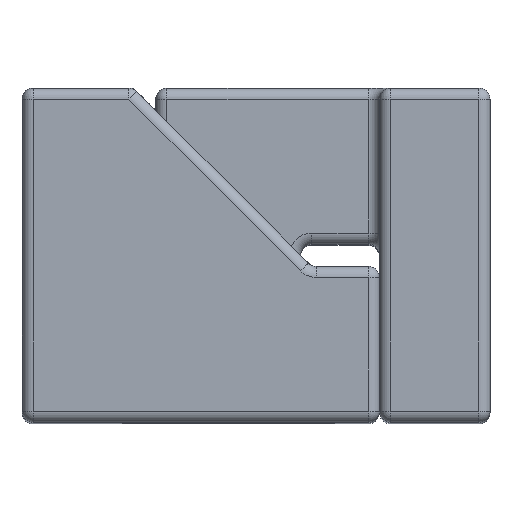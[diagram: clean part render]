
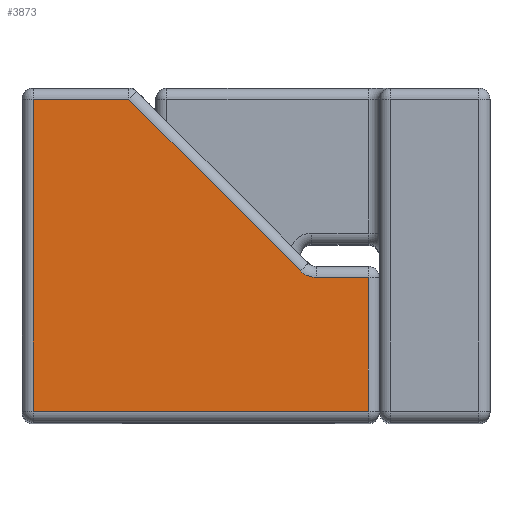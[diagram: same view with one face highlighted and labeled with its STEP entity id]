
A CAD part, top view. The second image highlights one B-rep face of the part: STEP entity #3873.
In plain terms, the highlighted planar face has unit normal (0, 0, 1).
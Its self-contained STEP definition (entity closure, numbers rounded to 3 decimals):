
#85=PLANE('',#4252);
#243=LINE('',#13171,#441);
#245=LINE('',#13178,#443);
#252=LINE('',#13475,#450);
#257=LINE('',#13563,#455);
#264=LINE('',#13721,#462);
#265=LINE('',#13723,#463);
#441=VECTOR('',#4787,10.);
#443=VECTOR('',#4795,10.);
#450=VECTOR('',#4902,10.);
#455=VECTOR('',#4931,10.);
#462=VECTOR('',#4964,10.);
#463=VECTOR('',#4967,10.);
#779=FACE_OUTER_BOUND('',#1045,.T.);
#1045=EDGE_LOOP('',(#3135,#3136,#3137,#3138,#3139,#3140,#3141));
#1317=CIRCLE('',#4206,2.);
#1694=VERTEX_POINT('',#13094);
#1720=VERTEX_POINT('',#13170);
#1722=VERTEX_POINT('',#13176);
#1740=VERTEX_POINT('',#13471);
#1745=VERTEX_POINT('',#13558);
#1750=VERTEX_POINT('',#13714);
#1751=VERTEX_POINT('',#13716);
#2122=EDGE_CURVE('',#1694,#1720,#243,.T.);
#2126=EDGE_CURVE('',#1722,#1694,#245,.T.);
#2166=EDGE_CURVE('',#1720,#1740,#252,.T.);
#2178=EDGE_CURVE('',#1740,#1745,#257,.T.);
#2190=EDGE_CURVE('',#1750,#1751,#1317,.T.);
#2193=EDGE_CURVE('',#1745,#1750,#264,.T.);
#2194=EDGE_CURVE('',#1751,#1722,#265,.T.);
#3135=ORIENTED_EDGE('',*,*,#2190,.F.);
#3136=ORIENTED_EDGE('',*,*,#2193,.F.);
#3137=ORIENTED_EDGE('',*,*,#2178,.F.);
#3138=ORIENTED_EDGE('',*,*,#2166,.F.);
#3139=ORIENTED_EDGE('',*,*,#2122,.F.);
#3140=ORIENTED_EDGE('',*,*,#2126,.F.);
#3141=ORIENTED_EDGE('',*,*,#2194,.F.);
#3873=ADVANCED_FACE('',(#779),#85,.T.);
#4206=AXIS2_PLACEMENT_3D('',#13717,#4957,#4958);
#4252=AXIS2_PLACEMENT_3D('',#13955,#5088,#5089);
#4787=DIRECTION('',(-1.,0.,0.));
#4795=DIRECTION('',(0.,-1.,0.));
#4902=DIRECTION('',(0.,1.,0.));
#4931=DIRECTION('',(1.,0.,0.));
#4957=DIRECTION('center_axis',(0.,0.,1.));
#4958=DIRECTION('ref_axis',(-0.383,-0.924,0.));
#4964=DIRECTION('',(0.707,-0.707,0.));
#4967=DIRECTION('',(1.,0.,0.));
#5088=DIRECTION('center_axis',(0.,0.,1.));
#5089=DIRECTION('ref_axis',(1.,0.,0.));
#13094=CARTESIAN_POINT('',(31.081,1.,80.));
#13170=CARTESIAN_POINT('',(1.,1.,80.));
#13171=CARTESIAN_POINT('',(15.52,1.,80.));
#13176=CARTESIAN_POINT('',(31.081,13.,80.));
#13178=CARTESIAN_POINT('',(31.081,0.,80.));
#13471=CARTESIAN_POINT('',(1.,29.,80.));
#13475=CARTESIAN_POINT('',(1.,0.,80.));
#13558=CARTESIAN_POINT('',(9.586,29.,80.));
#13563=CARTESIAN_POINT('',(7.5,29.,80.));
#13714=CARTESIAN_POINT('',(25.,13.586,80.));
#13716=CARTESIAN_POINT('',(26.414,13.,80.));
#13717=CARTESIAN_POINT('Origin',(26.414,15.,80.));
#13721=CARTESIAN_POINT('',(20.543,18.043,80.));
#13723=CARTESIAN_POINT('',(15.52,13.,80.));
#13955=CARTESIAN_POINT('Origin',(10.,0.,80.));
